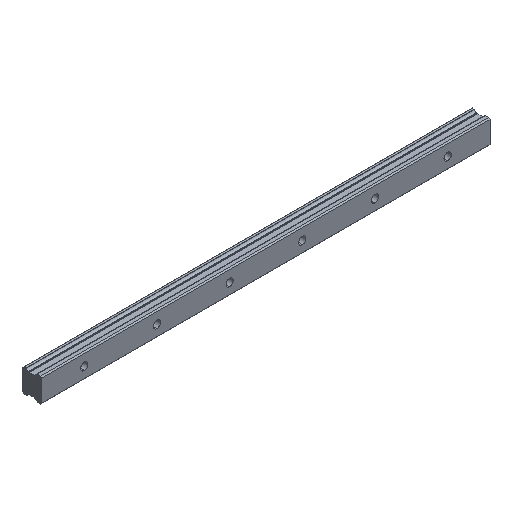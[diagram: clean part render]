
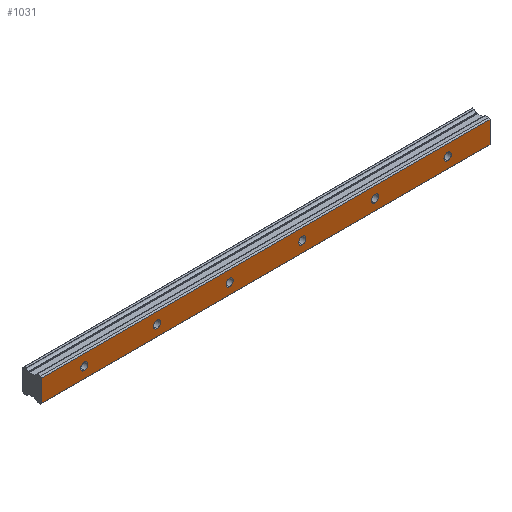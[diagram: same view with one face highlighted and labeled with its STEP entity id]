
A CAD part, isometric view. The second image highlights one B-rep face of the part: STEP entity #1031.
In plain terms, the highlighted planar face has unit normal (0, -1, 0).
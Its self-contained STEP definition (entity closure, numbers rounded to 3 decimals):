
#1 = EDGE_CURVE ( 'NONE', #157, #1760, #660, .T. ) ;
#13 = ORIENTED_EDGE ( 'NONE', *, *, #2053, .F. ) ;
#16 = CIRCLE ( 'NONE', #1787, 3. ) ;
#20 = EDGE_CURVE ( 'NONE', #851, #966, #229, .T. ) ;
#23 = CARTESIAN_POINT ( 'NONE',  ( 0., 0., 0. ) ) ;
#30 = EDGE_CURVE ( 'NONE', #312, #851, #1587, .T. ) ;
#36 = DIRECTION ( 'NONE',  ( 0., -1., 0. ) ) ;
#42 = CIRCLE ( 'NONE', #887, 3. ) ;
#66 = CIRCLE ( 'NONE', #1877, 3. ) ;
#71 = DIRECTION ( 'NONE',  ( 0., 0., 1. ) ) ;
#72 = DIRECTION ( 'NONE',  ( 0., -1., 0. ) ) ;
#81 = CARTESIAN_POINT ( 'NONE',  ( 300., 0., -3. ) ) ;
#140 = EDGE_LOOP ( 'NONE', ( #1296, #601 ) ) ;
#157 = VERTEX_POINT ( 'NONE', #1980 ) ;
#188 = EDGE_LOOP ( 'NONE', ( #273, #1652 ) ) ;
#206 = CARTESIAN_POINT ( 'NONE',  ( 120., 0., 0. ) ) ;
#229 = LINE ( 'NONE', #919, #1195 ) ;
#236 = AXIS2_PLACEMENT_3D ( 'NONE', #1934, #2108, #908 ) ;
#254 = CARTESIAN_POINT ( 'NONE',  ( -35., 0., 9. ) ) ;
#267 = DIRECTION ( 'NONE',  ( 0., -1., 0. ) ) ;
#273 = ORIENTED_EDGE ( 'NONE', *, *, #475, .F. ) ;
#302 = CARTESIAN_POINT ( 'NONE',  ( 120., 0., 3. ) ) ;
#311 = CARTESIAN_POINT ( 'NONE',  ( 335., 0., 9. ) ) ;
#312 = VERTEX_POINT ( 'NONE', #854 ) ;
#326 = CARTESIAN_POINT ( 'NONE',  ( 60., 0., 0. ) ) ;
#328 = ORIENTED_EDGE ( 'NONE', *, *, #30, .F. ) ;
#345 = VERTEX_POINT ( 'NONE', #1397 ) ;
#351 = DIRECTION ( 'NONE',  ( 0., -1., 0. ) ) ;
#353 = CIRCLE ( 'NONE', #1812, 3. ) ;
#360 = EDGE_LOOP ( 'NONE', ( #13, #732 ) ) ;
#403 = DIRECTION ( 'NONE',  ( 0., -1., 0. ) ) ;
#408 = ORIENTED_EDGE ( 'NONE', *, *, #1, .F. ) ;
#428 = CIRCLE ( 'NONE', #1178, 3. ) ;
#459 = EDGE_CURVE ( 'NONE', #2022, #1680, #66, .T. ) ;
#473 = CARTESIAN_POINT ( 'NONE',  ( 240., 0., -3. ) ) ;
#475 = EDGE_CURVE ( 'NONE', #614, #585, #984, .T. ) ;
#477 = FACE_BOUND ( 'NONE', #802, .T. ) ;
#566 = CIRCLE ( 'NONE', #1563, 3. ) ;
#585 = VERTEX_POINT ( 'NONE', #2042 ) ;
#588 = VERTEX_POINT ( 'NONE', #1027 ) ;
#594 = DIRECTION ( 'NONE',  ( 0., 0., 1. ) ) ;
#595 = EDGE_CURVE ( 'NONE', #1790, #739, #2172, .T. ) ;
#601 = ORIENTED_EDGE ( 'NONE', *, *, #1065, .F. ) ;
#614 = VERTEX_POINT ( 'NONE', #302 ) ;
#627 = FACE_BOUND ( 'NONE', #140, .T. ) ;
#628 = EDGE_CURVE ( 'NONE', #588, #849, #16, .T. ) ;
#646 = ORIENTED_EDGE ( 'NONE', *, *, #595, .F. ) ;
#660 = CIRCLE ( 'NONE', #694, 3. ) ;
#661 = DIRECTION ( 'NONE',  ( 0., 0., 1. ) ) ;
#694 = AXIS2_PLACEMENT_3D ( 'NONE', #1110, #933, #1119 ) ;
#732 = ORIENTED_EDGE ( 'NONE', *, *, #628, .F. ) ;
#739 = VERTEX_POINT ( 'NONE', #1050 ) ;
#747 = DIRECTION ( 'NONE',  ( 0., 0., 1. ) ) ;
#750 = EDGE_CURVE ( 'NONE', #1760, #157, #2102, .T. ) ;
#758 = CARTESIAN_POINT ( 'NONE',  ( 0., 0., 0. ) ) ;
#791 = CARTESIAN_POINT ( 'NONE',  ( 60., 0., -3. ) ) ;
#796 = EDGE_LOOP ( 'NONE', ( #2093, #646 ) ) ;
#802 = EDGE_LOOP ( 'NONE', ( #2033, #1824 ) ) ;
#809 = CARTESIAN_POINT ( 'NONE',  ( 335., 0., 9. ) ) ;
#816 = DIRECTION ( 'NONE',  ( 0., -1., 0. ) ) ;
#834 = ORIENTED_EDGE ( 'NONE', *, *, #750, .F. ) ;
#849 = VERTEX_POINT ( 'NONE', #1885 ) ;
#851 = VERTEX_POINT ( 'NONE', #1452 ) ;
#852 = DIRECTION ( 'NONE',  ( 0., 0., 1. ) ) ;
#854 = CARTESIAN_POINT ( 'NONE',  ( -35., 0., -9. ) ) ;
#859 = FACE_BOUND ( 'NONE', #360, .T. ) ;
#865 = DIRECTION ( 'NONE',  ( 0., -1., 0. ) ) ;
#884 = DIRECTION ( 'NONE',  ( 0., 0., 1. ) ) ;
#887 = AXIS2_PLACEMENT_3D ( 'NONE', #1809, #72, #594 ) ;
#894 = VECTOR ( 'NONE', #1610, 1000. ) ;
#908 = DIRECTION ( 'NONE',  ( 0., 0., 1. ) ) ;
#919 = CARTESIAN_POINT ( 'NONE',  ( 335., 0., 9. ) ) ;
#933 = DIRECTION ( 'NONE',  ( 0., -1., 0. ) ) ;
#958 = AXIS2_PLACEMENT_3D ( 'NONE', #758, #267, #2107 ) ;
#966 = VERTEX_POINT ( 'NONE', #809 ) ;
#984 = CIRCLE ( 'NONE', #236, 3. ) ;
#990 = DIRECTION ( 'NONE',  ( 0., 1., 0. ) ) ;
#996 = CARTESIAN_POINT ( 'NONE',  ( 300., 0., 0. ) ) ;
#1027 = CARTESIAN_POINT ( 'NONE',  ( 0., 0., -3. ) ) ;
#1031 = ADVANCED_FACE ( 'NONE', ( #2019, #859, #627, #1308, #477, #1148, #1514 ), #2189, .F. ) ;
#1050 = CARTESIAN_POINT ( 'NONE',  ( 60., 0., 3. ) ) ;
#1065 = EDGE_CURVE ( 'NONE', #1630, #1796, #1104, .T. ) ;
#1098 = LINE ( 'NONE', #1619, #894 ) ;
#1104 = CIRCLE ( 'NONE', #1958, 3. ) ;
#1110 = CARTESIAN_POINT ( 'NONE',  ( 240., 0., 0. ) ) ;
#1119 = DIRECTION ( 'NONE',  ( 0., 0., 1. ) ) ;
#1148 = FACE_BOUND ( 'NONE', #188, .T. ) ;
#1178 = AXIS2_PLACEMENT_3D ( 'NONE', #206, #36, #884 ) ;
#1195 = VECTOR ( 'NONE', #1239, 1000. ) ;
#1196 = CARTESIAN_POINT ( 'NONE',  ( 180., 0., 3. ) ) ;
#1216 = EDGE_LOOP ( 'NONE', ( #408, #834 ) ) ;
#1239 = DIRECTION ( 'NONE',  ( 1., 0., 0. ) ) ;
#1245 = DIRECTION ( 'NONE',  ( 0., 0., 1. ) ) ;
#1246 = AXIS2_PLACEMENT_3D ( 'NONE', #326, #2032, #2181 ) ;
#1279 = EDGE_CURVE ( 'NONE', #966, #345, #1098, .T. ) ;
#1296 = ORIENTED_EDGE ( 'NONE', *, *, #1818, .F. ) ;
#1308 = FACE_BOUND ( 'NONE', #1216, .T. ) ;
#1333 = ORIENTED_EDGE ( 'NONE', *, *, #20, .F. ) ;
#1338 = EDGE_CURVE ( 'NONE', #739, #1790, #42, .T. ) ;
#1364 = CARTESIAN_POINT ( 'NONE',  ( 180., 0., 0. ) ) ;
#1390 = DIRECTION ( 'NONE',  ( 0., 0., 1. ) ) ;
#1397 = CARTESIAN_POINT ( 'NONE',  ( 335., 0., -9. ) ) ;
#1401 = ORIENTED_EDGE ( 'NONE', *, *, #1279, .F. ) ;
#1452 = CARTESIAN_POINT ( 'NONE',  ( -35., 0., 9. ) ) ;
#1514 = FACE_BOUND ( 'NONE', #796, .T. ) ;
#1534 = AXIS2_PLACEMENT_3D ( 'NONE', #1726, #2072, #1245 ) ;
#1555 = CARTESIAN_POINT ( 'NONE',  ( 300., 0., 0. ) ) ;
#1563 = AXIS2_PLACEMENT_3D ( 'NONE', #1364, #865, #852 ) ;
#1587 = LINE ( 'NONE', #254, #1695 ) ;
#1605 = AXIS2_PLACEMENT_3D ( 'NONE', #311, #990, #1850 ) ;
#1610 = DIRECTION ( 'NONE',  ( 0., 0., -1. ) ) ;
#1619 = CARTESIAN_POINT ( 'NONE',  ( 335., 0., 9. ) ) ;
#1630 = VERTEX_POINT ( 'NONE', #81 ) ;
#1635 = CARTESIAN_POINT ( 'NONE',  ( 335., 0., -9. ) ) ;
#1652 = ORIENTED_EDGE ( 'NONE', *, *, #1940, .F. ) ;
#1661 = CARTESIAN_POINT ( 'NONE',  ( 300., 0., 3. ) ) ;
#1680 = VERTEX_POINT ( 'NONE', #2119 ) ;
#1695 = VECTOR ( 'NONE', #71, 1000. ) ;
#1704 = DIRECTION ( 'NONE',  ( 0., -1., 0. ) ) ;
#1726 = CARTESIAN_POINT ( 'NONE',  ( 240., 0., 0. ) ) ;
#1760 = VERTEX_POINT ( 'NONE', #473 ) ;
#1787 = AXIS2_PLACEMENT_3D ( 'NONE', #23, #1704, #1890 ) ;
#1790 = VERTEX_POINT ( 'NONE', #791 ) ;
#1796 = VERTEX_POINT ( 'NONE', #1661 ) ;
#1809 = CARTESIAN_POINT ( 'NONE',  ( 60., 0., 0. ) ) ;
#1812 = AXIS2_PLACEMENT_3D ( 'NONE', #996, #816, #661 ) ;
#1816 = CARTESIAN_POINT ( 'NONE',  ( 180., 0., 0. ) ) ;
#1818 = EDGE_CURVE ( 'NONE', #1796, #1630, #353, .T. ) ;
#1824 = ORIENTED_EDGE ( 'NONE', *, *, #1944, .F. ) ;
#1842 = LINE ( 'NONE', #1635, #1964 ) ;
#1850 = DIRECTION ( 'NONE',  ( 0., 0., 1. ) ) ;
#1857 = ORIENTED_EDGE ( 'NONE', *, *, #2157, .F. ) ;
#1877 = AXIS2_PLACEMENT_3D ( 'NONE', #1816, #403, #747 ) ;
#1885 = CARTESIAN_POINT ( 'NONE',  ( 0., 0., 3. ) ) ;
#1890 = DIRECTION ( 'NONE',  ( 0., 0., 1. ) ) ;
#1922 = CIRCLE ( 'NONE', #958, 3. ) ;
#1934 = CARTESIAN_POINT ( 'NONE',  ( 120., 0., 0. ) ) ;
#1940 = EDGE_CURVE ( 'NONE', #585, #614, #428, .T. ) ;
#1944 = EDGE_CURVE ( 'NONE', #1680, #2022, #566, .T. ) ;
#1958 = AXIS2_PLACEMENT_3D ( 'NONE', #1555, #351, #1390 ) ;
#1964 = VECTOR ( 'NONE', #2182, 1000. ) ;
#1974 = EDGE_LOOP ( 'NONE', ( #1857, #1401, #1333, #328 ) ) ;
#1980 = CARTESIAN_POINT ( 'NONE',  ( 240., 0., 3. ) ) ;
#2019 = FACE_OUTER_BOUND ( 'NONE', #1974, .T. ) ;
#2022 = VERTEX_POINT ( 'NONE', #1196 ) ;
#2032 = DIRECTION ( 'NONE',  ( 0., -1., 0. ) ) ;
#2033 = ORIENTED_EDGE ( 'NONE', *, *, #459, .F. ) ;
#2042 = CARTESIAN_POINT ( 'NONE',  ( 120., 0., -3. ) ) ;
#2053 = EDGE_CURVE ( 'NONE', #849, #588, #1922, .T. ) ;
#2072 = DIRECTION ( 'NONE',  ( 0., -1., 0. ) ) ;
#2093 = ORIENTED_EDGE ( 'NONE', *, *, #1338, .F. ) ;
#2102 = CIRCLE ( 'NONE', #1534, 3. ) ;
#2107 = DIRECTION ( 'NONE',  ( 0., 0., 1. ) ) ;
#2108 = DIRECTION ( 'NONE',  ( 0., -1., 0. ) ) ;
#2119 = CARTESIAN_POINT ( 'NONE',  ( 180., 0., -3. ) ) ;
#2157 = EDGE_CURVE ( 'NONE', #345, #312, #1842, .T. ) ;
#2172 = CIRCLE ( 'NONE', #1246, 3. ) ;
#2181 = DIRECTION ( 'NONE',  ( 0., 0., 1. ) ) ;
#2182 = DIRECTION ( 'NONE',  ( -1., 0., 0. ) ) ;
#2189 = PLANE ( 'NONE',  #1605 ) ;
